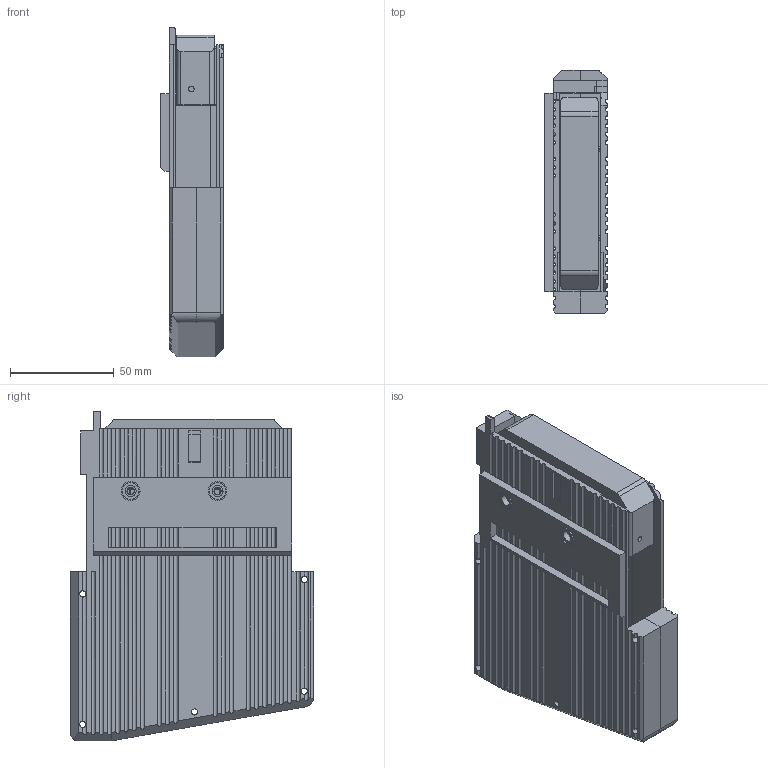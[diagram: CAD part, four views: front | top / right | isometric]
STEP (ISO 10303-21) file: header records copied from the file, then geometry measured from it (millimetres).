
FILE_DESCRIPTION(/* description */ (''),/* implementation_level */ '2;1');
FILE_NAME(/* name */ 'magassembly v2.step',/* time_stamp */ '2022-11-20T17:23:27-05:00',/* author */ (''),/* organization */ (''),/* preprocessor_version */ 'ST-DEVELOPER v19.2',/* originating_system */ 'Autodesk Translation Framework v11.17.0.187',/* authorisation */ '');
FILE_SCHEMA (('AUTOMOTIVE_DESIGN { 1 0 10303 214 3 1 1 }'));
Length unit declared in the file: millimetre
Products named in the file (7): magassembly; magnusmagrightside; magleftside; follower; magnusscrewshim; rapidmagpulley; bracer
Assembly tree (7 placements, depth 2):
  magassembly
    magnusmagrightside
    magleftside
    follower
    magnusscrewshim  x2
    rapidmagpulley
    bracer
Bounding box: 30.1 x 117.5 x 159.3 mm (x, y, z)
Volume: 193989 mm3; surface area: 114179.9 mm2
Topology: 7 solids, 7 shells, 634 faces, 1663 edges, 1075 vertices
Faces by surface type: plane 482, cylinder 126, cone 18, bspline 8
Full cylindrical faces by diameter (mm): 2.7 x1, 2.9 x2, 3 x10, 3.5 x2, 3.6 x1, 4.8 x1, 5.3 x2, 6 x5, 6.2 x2, 6.8 x1, 7 x1, 7.9 x2, 9 x2, 9.1 x4, 11 x2
Entity records: 19968 total; most frequent: CARTESIAN_POINT 4295, ORIENTED_EDGE 3248, DIRECTION 3087, EDGE_CURVE 1624, LINE 1317, VECTOR 1317, VERTEX_POINT 1055, AXIS2_PLACEMENT_3D 885
